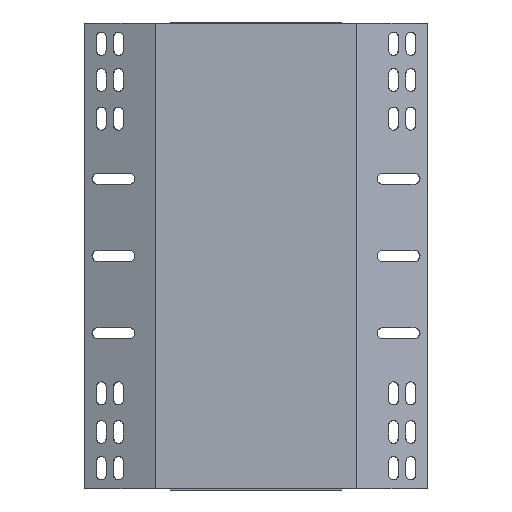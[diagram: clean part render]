
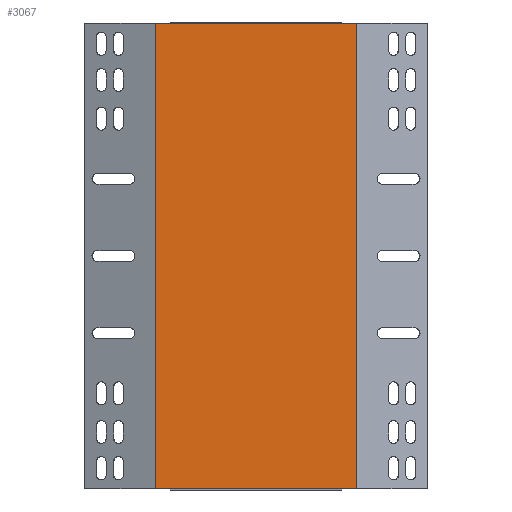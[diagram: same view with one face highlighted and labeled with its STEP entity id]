
A CAD part, front view. The second image highlights one B-rep face of the part: STEP entity #3067.
In plain terms, the highlighted planar face has unit normal (0, -1, 0).
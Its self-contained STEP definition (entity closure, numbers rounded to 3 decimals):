
#968 = VERTEX_POINT ( 'NONE', #5251 ) ;
#1589 = CARTESIAN_POINT ( 'NONE',  ( -87.427, -23.927, 125.8 ) ) ;
#1989 = VERTEX_POINT ( 'NONE', #1589 ) ;
#2040 = VECTOR ( 'NONE', #7460, 1000. ) ;
#2060 = LINE ( 'NONE', #7431, #2040 ) ;
#2539 = DIRECTION ( 'NONE',  ( 1., 0., 0. ) ) ;
#2570 = VERTEX_POINT ( 'NONE', #5448 ) ;
#2580 = VERTEX_POINT ( 'NONE', #5319 ) ;
#2603 = CARTESIAN_POINT ( 'NONE',  ( -88.399, -23.927, 125.8 ) ) ;
#3067 = ADVANCED_FACE ( 'NONE', ( #6410 ), #6780, .F. ) ;
#3178 = VECTOR ( 'NONE', #5076, 1000. ) ;
#3190 = LINE ( 'NONE', #5190, #3178 ) ;
#3543 = DIRECTION ( 'NONE',  ( 0., 0., 1. ) ) ;
#3586 = CARTESIAN_POINT ( 'NONE',  ( 43.191, -23.927, -176.657 ) ) ;
#4353 = EDGE_LOOP ( 'NONE', ( #4664, #4745, #4752, #4759 ) ) ;
#4664 = ORIENTED_EDGE ( 'NONE', *, *, #7113, .T. ) ;
#4745 = ORIENTED_EDGE ( 'NONE', *, *, #7365, .F. ) ;
#4752 = ORIENTED_EDGE ( 'NONE', *, *, #5651, .F. ) ;
#4759 = ORIENTED_EDGE ( 'NONE', *, *, #4979, .T. ) ;
#4979 = EDGE_CURVE ( 'NONE', #2570, #2580, #3190, .T. ) ;
#5076 = DIRECTION ( 'NONE',  ( 1., 0., 0. ) ) ;
#5190 = CARTESIAN_POINT ( 'NONE',  ( -88.399, -23.927, -175.8 ) ) ;
#5251 = CARTESIAN_POINT ( 'NONE',  ( 43.191, -23.927, 125.8 ) ) ;
#5319 = CARTESIAN_POINT ( 'NONE',  ( 43.191, -23.927, -175.8 ) ) ;
#5448 = CARTESIAN_POINT ( 'NONE',  ( -87.427, -23.927, -175.8 ) ) ;
#5651 = EDGE_CURVE ( 'NONE', #2570, #1989, #2060, .T. ) ;
#6073 = AXIS2_PLACEMENT_3D ( 'NONE', #6810, #6811, #6738 ) ;
#6166 = VECTOR ( 'NONE', #2539, 1000. ) ;
#6231 = LINE ( 'NONE', #2603, #6166 ) ;
#6410 = FACE_OUTER_BOUND ( 'NONE', #4353, .T. ) ;
#6738 = DIRECTION ( 'NONE',  ( 0., 0., 1. ) ) ;
#6780 = PLANE ( 'NONE',  #6073 ) ;
#6810 = CARTESIAN_POINT ( 'NONE',  ( -87.268, -23.927, 125. ) ) ;
#6811 = DIRECTION ( 'NONE',  ( 0., 1., 0. ) ) ;
#7102 = VECTOR ( 'NONE', #3543, 1000. ) ;
#7111 = LINE ( 'NONE', #3586, #7102 ) ;
#7113 = EDGE_CURVE ( 'NONE', #2580, #968, #7111, .T. ) ;
#7365 = EDGE_CURVE ( 'NONE', #1989, #968, #6231, .T. ) ;
#7431 = CARTESIAN_POINT ( 'NONE',  ( -87.427, -23.927, -176.657 ) ) ;
#7460 = DIRECTION ( 'NONE',  ( 0., 0., 1. ) ) ;
